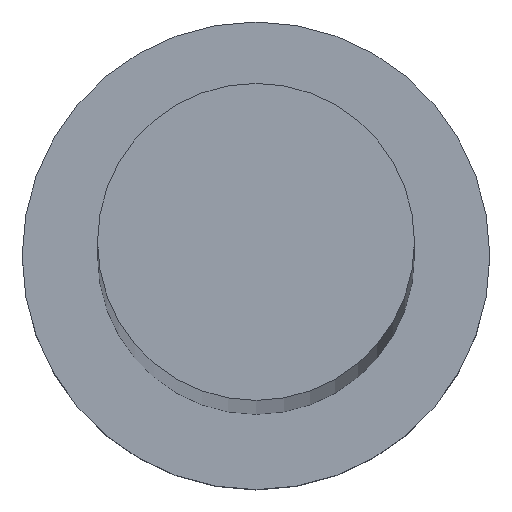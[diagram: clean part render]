
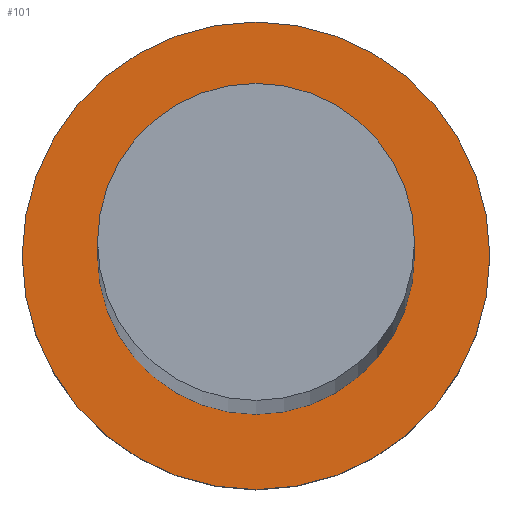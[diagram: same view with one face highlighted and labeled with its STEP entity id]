
A CAD part, top view. The second image highlights one B-rep face of the part: STEP entity #101.
In plain terms, the highlighted planar face has unit normal (0, 0, 1).
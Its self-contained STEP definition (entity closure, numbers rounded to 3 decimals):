
#1 = AXIS2_PLACEMENT_3D ( 'NONE', #61, #118, #231 ) ;
#8 = VERTEX_POINT ( 'NONE', #78 ) ;
#10 = EDGE_CURVE ( 'NONE', #8, #110, #115, .T. ) ;
#17 = ORIENTED_EDGE ( 'NONE', *, *, #99, .T. ) ;
#40 = CARTESIAN_POINT ( 'NONE',  ( 0., 0., 7. ) ) ;
#41 = DIRECTION ( 'NONE',  ( 1., 0., 0. ) ) ;
#56 = VERTEX_POINT ( 'NONE', #156 ) ;
#60 = DIRECTION ( 'NONE',  ( 0., 0., 1. ) ) ;
#61 = CARTESIAN_POINT ( 'NONE',  ( 0., 0., 7. ) ) ;
#62 = EDGE_CURVE ( 'NONE', #242, #56, #146, .T. ) ;
#78 = CARTESIAN_POINT ( 'NONE',  ( 6.1, 0., 7. ) ) ;
#81 = AXIS2_PLACEMENT_3D ( 'NONE', #87, #60, #142 ) ;
#83 = DIRECTION ( 'NONE',  ( 0., 0., 1. ) ) ;
#87 = CARTESIAN_POINT ( 'NONE',  ( 0., 0., 7. ) ) ;
#88 = DIRECTION ( 'NONE',  ( 0., 0., 1. ) ) ;
#89 = DIRECTION ( 'NONE',  ( 0., 0., 1. ) ) ;
#95 = CARTESIAN_POINT ( 'NONE',  ( -6.1, 0., 7. ) ) ;
#99 = EDGE_CURVE ( 'NONE', #56, #242, #164, .T. ) ;
#101 = ADVANCED_FACE ( 'NONE', ( #173, #232 ), #138, .T. ) ;
#105 = CIRCLE ( 'NONE', #200, 6.1 ) ;
#110 = VERTEX_POINT ( 'NONE', #95 ) ;
#115 = CIRCLE ( 'NONE', #1, 6.1 ) ;
#118 = DIRECTION ( 'NONE',  ( 0., 0., 1. ) ) ;
#130 = AXIS2_PLACEMENT_3D ( 'NONE', #40, #88, #237 ) ;
#135 = ORIENTED_EDGE ( 'NONE', *, *, #10, .F. ) ;
#138 = PLANE ( 'NONE',  #179 ) ;
#142 = DIRECTION ( 'NONE',  ( 1., 0., 0. ) ) ;
#146 = CIRCLE ( 'NONE', #81, 9. ) ;
#152 = ORIENTED_EDGE ( 'NONE', *, *, #62, .T. ) ;
#156 = CARTESIAN_POINT ( 'NONE',  ( -9., 0., 7. ) ) ;
#164 = CIRCLE ( 'NONE', #130, 9. ) ;
#173 = FACE_BOUND ( 'NONE', #227, .T. ) ;
#179 = AXIS2_PLACEMENT_3D ( 'NONE', #195, #83, #41 ) ;
#189 = CARTESIAN_POINT ( 'NONE',  ( 0., 0., 7. ) ) ;
#195 = CARTESIAN_POINT ( 'NONE',  ( 0., 0., 7. ) ) ;
#200 = AXIS2_PLACEMENT_3D ( 'NONE', #189, #89, #228 ) ;
#227 = EDGE_LOOP ( 'NONE', ( #245, #135 ) ) ;
#228 = DIRECTION ( 'NONE',  ( 1., 0., 0. ) ) ;
#230 = EDGE_LOOP ( 'NONE', ( #17, #152 ) ) ;
#231 = DIRECTION ( 'NONE',  ( 1., 0., 0. ) ) ;
#232 = FACE_OUTER_BOUND ( 'NONE', #230, .T. ) ;
#235 = CARTESIAN_POINT ( 'NONE',  ( 9., 0., 7. ) ) ;
#237 = DIRECTION ( 'NONE',  ( 1., 0., 0. ) ) ;
#241 = EDGE_CURVE ( 'NONE', #110, #8, #105, .T. ) ;
#242 = VERTEX_POINT ( 'NONE', #235 ) ;
#245 = ORIENTED_EDGE ( 'NONE', *, *, #241, .F. ) ;
